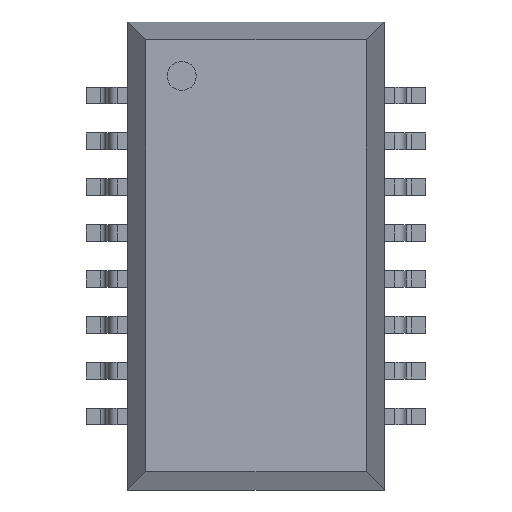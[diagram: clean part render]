
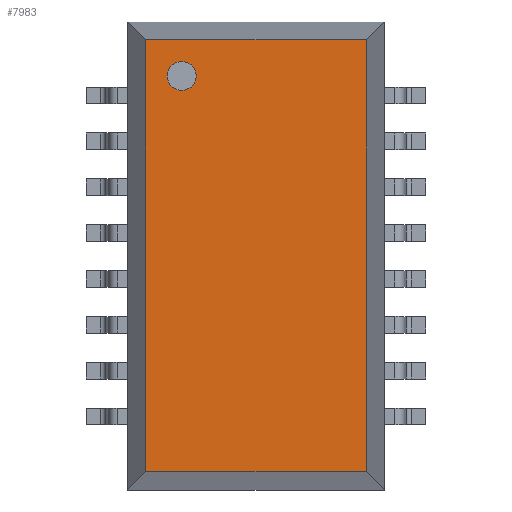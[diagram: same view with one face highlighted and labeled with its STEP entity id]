
A CAD part, top view. The second image highlights one B-rep face of the part: STEP entity #7983.
In plain terms, the highlighted planar face has unit normal (0, 0, 1).
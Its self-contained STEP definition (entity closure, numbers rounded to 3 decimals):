
#7773=CARTESIAN_POINT('',(-1.655,4.975,5.33));
#7774=VERTEX_POINT('',#7773);
#7783=CARTESIAN_POINT('',(-2.455,4.975,5.33));
#7784=VERTEX_POINT('',#7783);
#7785=CARTESIAN_POINT('',(-2.055,4.975,5.33));
#7786=DIRECTION('',(0.0,0.0,-1.0));
#7787=DIRECTION('',(1.0,0.0,0.0));
#7788=AXIS2_PLACEMENT_3D('',#7785,#7786,#7787);
#7789=CIRCLE('',#7788,0.4);
#7790=EDGE_CURVE('',#7784,#7774,#7789,.T.);
#7824=CARTESIAN_POINT('',(-2.055,4.975,5.33));
#7825=DIRECTION('',(0.0,0.0,-1.0));
#7826=DIRECTION('',(1.0,0.0,0.0));
#7827=AXIS2_PLACEMENT_3D('',#7824,#7825,#7826);
#7828=CIRCLE('',#7827,0.4);
#7829=EDGE_CURVE('',#7774,#7784,#7828,.T.);
#7849=CARTESIAN_POINT('',(-3.055,-5.975,5.33));
#7850=VERTEX_POINT('',#7849);
#7851=CARTESIAN_POINT('',(-3.055,5.975,5.33));
#7852=VERTEX_POINT('',#7851);
#7853=CARTESIAN_POINT('',(-3.055,-5.975,5.33));
#7854=DIRECTION('',(0.0,1.0,0.0));
#7855=VECTOR('',#7854,11.95);
#7856=LINE('',#7853,#7855);
#7857=EDGE_CURVE('',#7850,#7852,#7856,.T.);
#7889=CARTESIAN_POINT('',(3.055,5.975,5.33));
#7890=VERTEX_POINT('',#7889);
#7891=CARTESIAN_POINT('',(-3.055,5.975,5.33));
#7892=DIRECTION('',(1.0,0.0,0.0));
#7893=VECTOR('',#7892,6.11);
#7894=LINE('',#7891,#7893);
#7895=EDGE_CURVE('',#7852,#7890,#7894,.T.);
#7920=CARTESIAN_POINT('',(3.055,-5.975,5.33));
#7921=VERTEX_POINT('',#7920);
#7922=CARTESIAN_POINT('',(3.055,5.975,5.33));
#7923=DIRECTION('',(0.0,-1.0,0.0));
#7924=VECTOR('',#7923,11.95);
#7925=LINE('',#7922,#7924);
#7926=EDGE_CURVE('',#7890,#7921,#7925,.T.);
#7951=CARTESIAN_POINT('',(3.055,-5.975,5.33));
#7952=DIRECTION('',(-1.0,0.0,0.0));
#7953=VECTOR('',#7952,6.11);
#7954=LINE('',#7951,#7953);
#7955=EDGE_CURVE('',#7921,#7850,#7954,.T.);
#7968=CARTESIAN_POINT('',(0.0,0.,5.33));
#7969=DIRECTION('',(0.0,0.0,1.0));
#7970=DIRECTION('',(1.0,0.0,0.0));
#7971=AXIS2_PLACEMENT_3D('',#7968,#7969,#7970);
#7972=PLANE('',#7971);
#7973=ORIENTED_EDGE('',*,*,#7857,.F.);
#7974=ORIENTED_EDGE('',*,*,#7955,.F.);
#7975=ORIENTED_EDGE('',*,*,#7926,.F.);
#7976=ORIENTED_EDGE('',*,*,#7895,.F.);
#7977=EDGE_LOOP('',(#7973,#7974,#7975,#7976));
#7978=FACE_OUTER_BOUND('',#7977,.T.);
#7979=ORIENTED_EDGE('',*,*,#7829,.T.);
#7980=ORIENTED_EDGE('',*,*,#7790,.T.);
#7981=EDGE_LOOP('',(#7979,#7980));
#7982=FACE_BOUND('',#7981,.T.);
#7983=ADVANCED_FACE('',(#7978,#7982),#7972,.T.);
